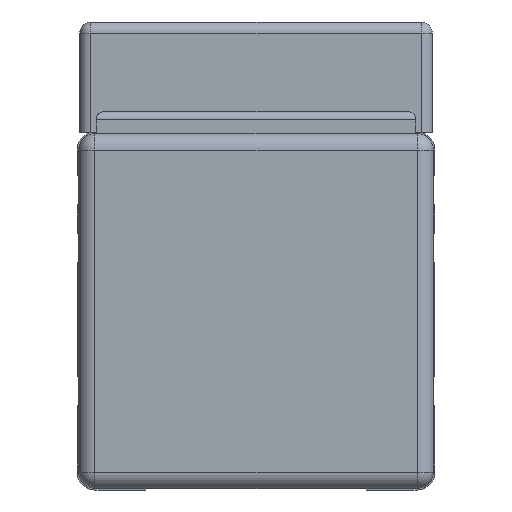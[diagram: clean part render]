
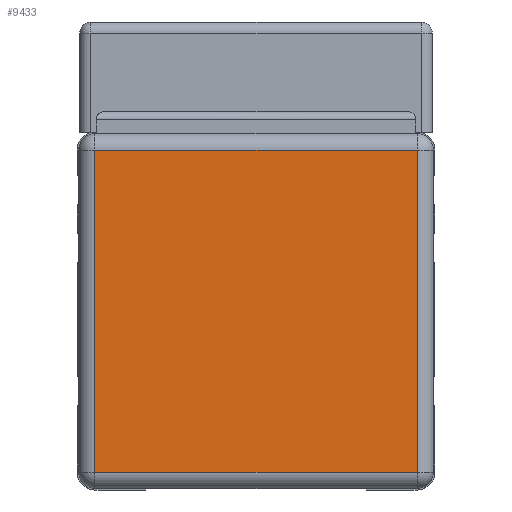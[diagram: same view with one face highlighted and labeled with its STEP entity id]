
A CAD part, front view. The second image highlights one B-rep face of the part: STEP entity #9433.
In plain terms, the highlighted face is planar.
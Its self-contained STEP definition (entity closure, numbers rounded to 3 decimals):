
#9280=CARTESIAN_POINT('',(-25.365,48.318,-85.));
#9281=VERTEX_POINT('',#9280);
#9289=CARTESIAN_POINT('',(-25.365,-10.182,-85.));
#9290=VERTEX_POINT('',#9289);
#9291=CARTESIAN_POINT('',(-25.365,48.318,-85.));
#9292=DIRECTION('',(0.0,-1.0,0.0));
#9293=VECTOR('',#9292,58.5);
#9294=LINE('',#9291,#9293);
#9295=EDGE_CURVE('',#9281,#9290,#9294,.T.);
#9390=CARTESIAN_POINT('',(33.135,-10.182,-85.));
#9391=VERTEX_POINT('',#9390);
#9392=CARTESIAN_POINT('',(33.135,-10.182,-85.));
#9393=DIRECTION('',(-1.0,0.0,0.0));
#9394=VECTOR('',#9393,58.5);
#9395=LINE('',#9392,#9394);
#9396=EDGE_CURVE('',#9391,#9290,#9395,.T.);
#9410=CARTESIAN_POINT('',(3.885,19.068,-85.));
#9411=DIRECTION('',(0.0,0.0,-1.0));
#9412=DIRECTION('',(-1.0,0.0,0.0));
#9413=AXIS2_PLACEMENT_3D('',#9410,#9411,#9412);
#9414=PLANE('',#9413);
#9415=CARTESIAN_POINT('',(33.135,48.318,-85.));
#9416=VERTEX_POINT('',#9415);
#9417=CARTESIAN_POINT('',(33.135,48.318,-85.));
#9418=DIRECTION('',(-1.0,0.0,0.0));
#9419=VECTOR('',#9418,58.5);
#9420=LINE('',#9417,#9419);
#9421=EDGE_CURVE('',#9416,#9281,#9420,.T.);
#9422=ORIENTED_EDGE('',*,*,#9421,.F.);
#9423=CARTESIAN_POINT('',(33.135,-10.182,-85.));
#9424=DIRECTION('',(0.0,1.0,0.0));
#9425=VECTOR('',#9424,58.5);
#9426=LINE('',#9423,#9425);
#9427=EDGE_CURVE('',#9391,#9416,#9426,.T.);
#9428=ORIENTED_EDGE('',*,*,#9427,.F.);
#9429=ORIENTED_EDGE('',*,*,#9396,.T.);
#9430=ORIENTED_EDGE('',*,*,#9295,.F.);
#9431=EDGE_LOOP('',(#9422,#9428,#9429,#9430));
#9432=FACE_OUTER_BOUND('',#9431,.T.);
#9433=ADVANCED_FACE('',(#9432),#9414,.T.);
